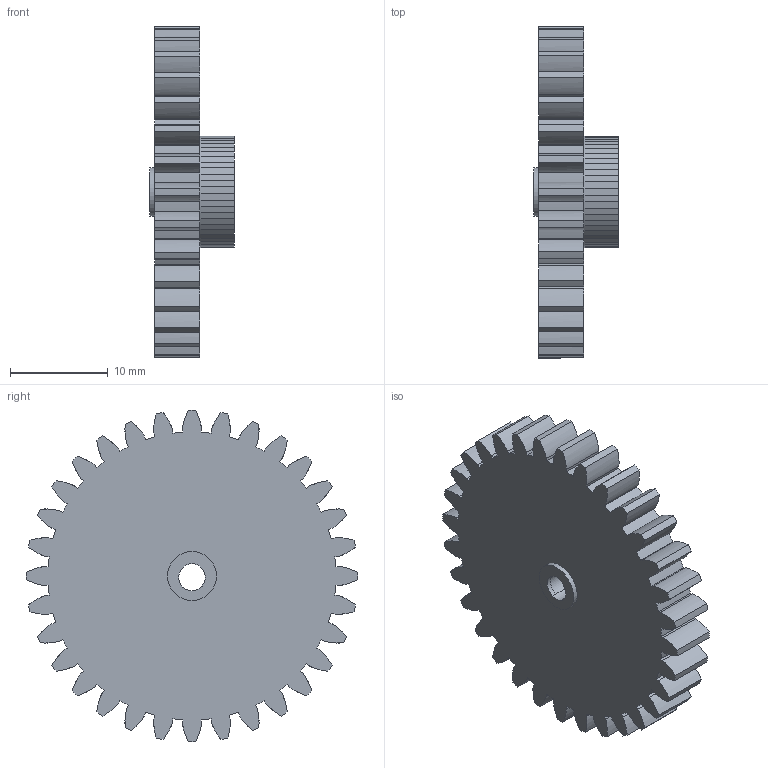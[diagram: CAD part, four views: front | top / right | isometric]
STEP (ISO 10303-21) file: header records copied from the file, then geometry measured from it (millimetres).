
FILE_DESCRIPTION(/* description */ (''),/* implementation_level */ '2;1');
FILE_NAME(/* name */ 'arm1-thinGear.step',/* time_stamp */ '2025-06-21T03:20:33-04:00',/* author */ (''),/* organization */ (''),/* preprocessor_version */ 'ST-DEVELOPER v20.1',/* originating_system */ 'Autodesk Translation Framework v14.10.0.0',/* authorisation */ '');
FILE_SCHEMA (('AUTOMOTIVE_DESIGN { 1 0 10303 214 3 1 1 }'));
Length unit declared in the file: millimetre
Products named in the file (1): arm-thinGear-Real
Bounding box: 8.67 x 34 x 34 mm (x, y, z)
Volume: 3971.8 mm3; surface area: 2783.3 mm2
Topology: 1 solids, 1 shells, 307 faces, 906 edges, 604 vertices
Faces by surface type: plane 172, bspline 68, cylinder 67
Full cylindrical faces by diameter (mm): 5 x1
Entity records: 26850 total; most frequent: CARTESIAN_POINT 19024, ORIENTED_EDGE 1812, DIRECTION 1386, EDGE_CURVE 906, LINE 638, VECTOR 638, VERTEX_POINT 604, AXIS2_PLACEMENT_3D 374
